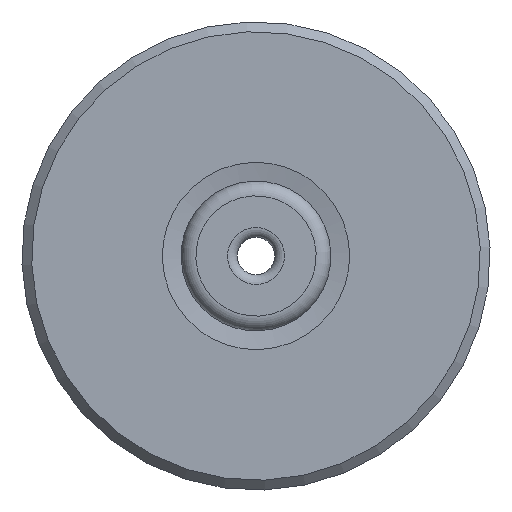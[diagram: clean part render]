
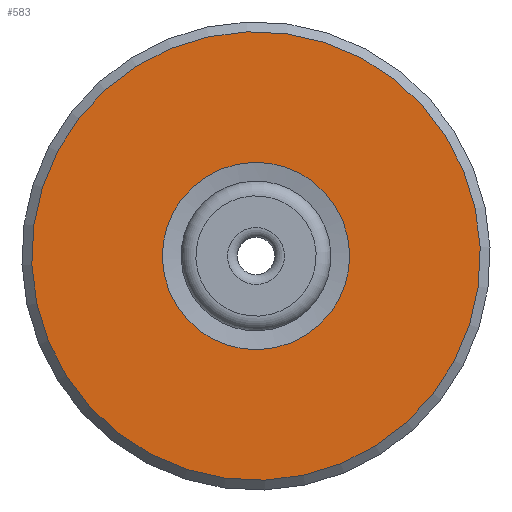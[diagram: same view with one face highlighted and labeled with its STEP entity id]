
A CAD part, left-side view. The second image highlights one B-rep face of the part: STEP entity #583.
In plain terms, the highlighted planar face has unit normal (-1, 0, 0).
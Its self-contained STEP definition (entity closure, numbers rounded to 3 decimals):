
#549=CARTESIAN_POINT('',(0.0,4.563,0.));
#550=VERTEX_POINT('',#549);
#551=CARTESIAN_POINT('',(0.0,0.0,0.0));
#552=DIRECTION('',(1.0,0.0,0.0));
#553=DIRECTION('',(0.0,-1.0,0.0));
#554=AXIS2_PLACEMENT_3D('',#551,#552,#553);
#555=CIRCLE('',#554,4.563);
#556=EDGE_CURVE('',#550,#550,#555,.T.);
#564=CARTESIAN_POINT('',(0.0,3.334,0.0));
#565=DIRECTION('',(-1.0,0.0,0.0));
#566=DIRECTION('',(0.0,0.0,1.0));
#567=AXIS2_PLACEMENT_3D('',#564,#565,#566);
#568=PLANE('',#567);
#569=ORIENTED_EDGE('',*,*,#556,.F.);
#570=EDGE_LOOP('',(#569));
#571=FACE_OUTER_BOUND('',#570,.T.);
#572=CARTESIAN_POINT('',(0.0,1.905,0.0));
#573=VERTEX_POINT('',#572);
#574=CARTESIAN_POINT('',(0.0,0.0,0.0));
#575=DIRECTION('',(1.0,0.0,0.0));
#576=DIRECTION('',(0.0,1.0,0.0));
#577=AXIS2_PLACEMENT_3D('',#574,#575,#576);
#578=CIRCLE('',#577,1.905);
#579=EDGE_CURVE('',#573,#573,#578,.T.);
#580=ORIENTED_EDGE('',*,*,#579,.T.);
#581=EDGE_LOOP('',(#580));
#582=FACE_BOUND('',#581,.T.);
#583=ADVANCED_FACE('',(#571,#582),#568,.T.);
